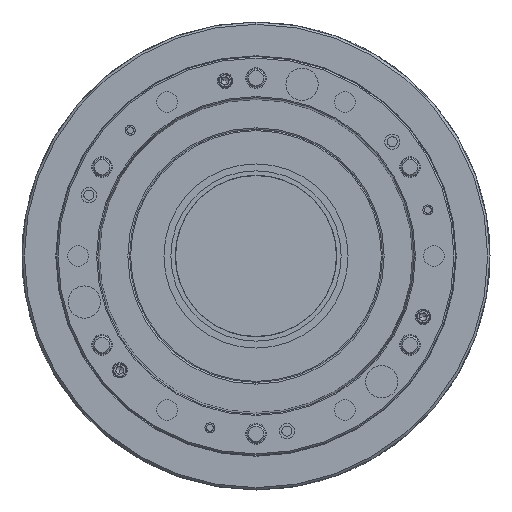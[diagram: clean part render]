
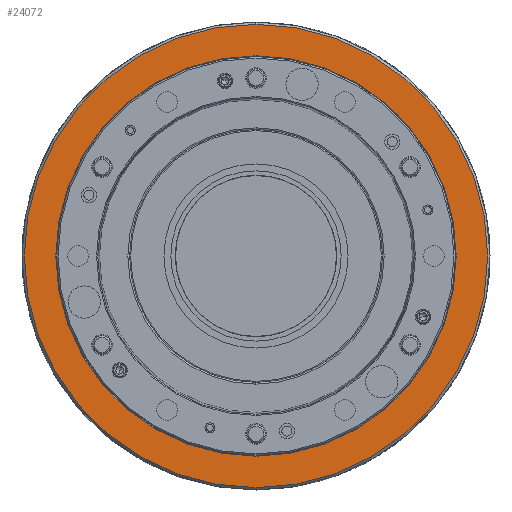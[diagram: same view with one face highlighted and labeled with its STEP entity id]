
A CAD part, left-side view. The second image highlights one B-rep face of the part: STEP entity #24072.
In plain terms, the highlighted planar face has unit normal (-1, 0, 0).
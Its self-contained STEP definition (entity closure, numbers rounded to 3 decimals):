
#583 = AXIS2_PLACEMENT_3D ( 'NONE', #6065, #22776, #39509 ) ;
#1835 = CARTESIAN_POINT ( 'NONE',  ( 0., 0., 0. ) ) ;
#2265 = CIRCLE ( 'NONE', #32941, 261. ) ;
#6065 = CARTESIAN_POINT ( 'NONE',  ( 0., 0., 0. ) ) ;
#7892 = DIRECTION ( 'NONE',  ( 0., 0., 1. ) ) ;
#7983 = CARTESIAN_POINT ( 'NONE',  ( 0., 0., -302. ) ) ;
#8335 = DIRECTION ( 'NONE',  ( 0., 0., 1. ) ) ;
#8877 = AXIS2_PLACEMENT_3D ( 'NONE', #1835, #18581, #35313 ) ;
#9210 = EDGE_CURVE ( 'NONE', #42332, #28973, #50621, .T. ) ;
#9374 = ORIENTED_EDGE ( 'NONE', *, *, #22074, .T. ) ;
#11937 = AXIS2_PLACEMENT_3D ( 'NONE', #33773, #50474, #12934 ) ;
#12012 = PLANE ( 'NONE',  #23631 ) ;
#12934 = DIRECTION ( 'NONE',  ( 0., 0., 1. ) ) ;
#14307 = CARTESIAN_POINT ( 'NONE',  ( 0., 0., 302. ) ) ;
#18581 = DIRECTION ( 'NONE',  ( -1., 0., 0. ) ) ;
#19203 = ORIENTED_EDGE ( 'NONE', *, *, #9210, .T. ) ;
#22074 = EDGE_CURVE ( 'NONE', #26357, #45267, #35572, .T. ) ;
#22776 = DIRECTION ( 'NONE',  ( -1., 0., 0. ) ) ;
#23631 = AXIS2_PLACEMENT_3D ( 'NONE', #28735, #45457, #7892 ) ;
#24072 = ADVANCED_FACE ( 'NONE', ( #32851, #49553 ), #12012, .T. ) ;
#26357 = VERTEX_POINT ( 'NONE', #37261 ) ;
#28735 = CARTESIAN_POINT ( 'NONE',  ( 0., 305., 0. ) ) ;
#28973 = VERTEX_POINT ( 'NONE', #14307 ) ;
#29176 = CARTESIAN_POINT ( 'NONE',  ( 0., 0., 0. ) ) ;
#31222 = EDGE_LOOP ( 'NONE', ( #9374, #34083 ) ) ;
#32535 = CIRCLE ( 'NONE', #8877, 302. ) ;
#32851 = FACE_BOUND ( 'NONE', #31222, .T. ) ;
#32941 = AXIS2_PLACEMENT_3D ( 'NONE', #29176, #45904, #8335 ) ;
#33773 = CARTESIAN_POINT ( 'NONE',  ( 0., 0., 0. ) ) ;
#34083 = ORIENTED_EDGE ( 'NONE', *, *, #36946, .T. ) ;
#35313 = DIRECTION ( 'NONE',  ( 0., 0., 1. ) ) ;
#35572 = CIRCLE ( 'NONE', #11937, 261. ) ;
#36946 = EDGE_CURVE ( 'NONE', #45267, #26357, #2265, .T. ) ;
#37261 = CARTESIAN_POINT ( 'NONE',  ( 0., 0., 261. ) ) ;
#38825 = EDGE_LOOP ( 'NONE', ( #19203, #49529 ) ) ;
#39199 = CARTESIAN_POINT ( 'NONE',  ( 0., 0., -261. ) ) ;
#39509 = DIRECTION ( 'NONE',  ( 0., 0., 1. ) ) ;
#42332 = VERTEX_POINT ( 'NONE', #7983 ) ;
#44256 = EDGE_CURVE ( 'NONE', #28973, #42332, #32535, .T. ) ;
#45267 = VERTEX_POINT ( 'NONE', #39199 ) ;
#45457 = DIRECTION ( 'NONE',  ( -1., 0., 0. ) ) ;
#45904 = DIRECTION ( 'NONE',  ( 1., 0., 0. ) ) ;
#49529 = ORIENTED_EDGE ( 'NONE', *, *, #44256, .T. ) ;
#49553 = FACE_OUTER_BOUND ( 'NONE', #38825, .T. ) ;
#50474 = DIRECTION ( 'NONE',  ( 1., 0., 0. ) ) ;
#50621 = CIRCLE ( 'NONE', #583, 302. ) ;
